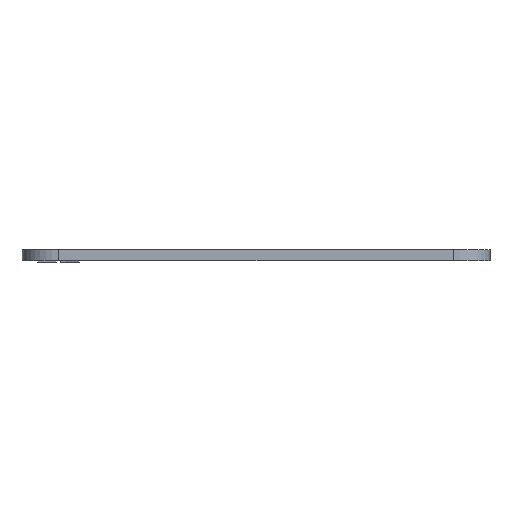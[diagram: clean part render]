
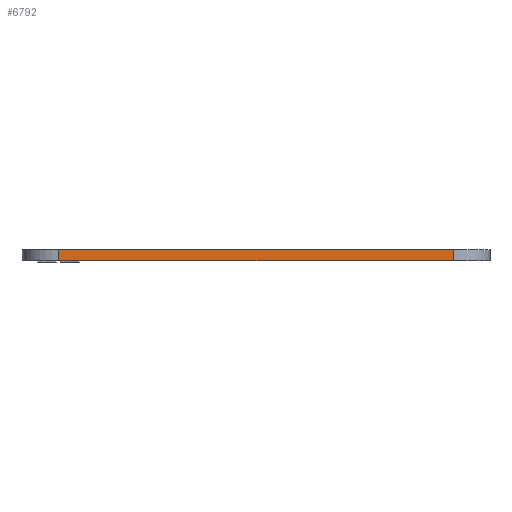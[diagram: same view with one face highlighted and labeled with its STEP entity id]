
A CAD part, left-side view. The second image highlights one B-rep face of the part: STEP entity #6792.
In plain terms, the highlighted planar face has unit normal (-1, 0, 0).
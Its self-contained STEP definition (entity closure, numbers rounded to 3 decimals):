
#1055=FACE_OUTER_BOUND('',#1444,.T.);
#1444=EDGE_LOOP('',(#6123,#6124,#6125,#6126));
#1577=LINE('',#8931,#2136);
#1991=LINE('',#13395,#2550);
#1992=LINE('',#13398,#2551);
#1993=LINE('',#13399,#2552);
#2136=VECTOR('',#7179,10.);
#2550=VECTOR('',#7829,10.);
#2551=VECTOR('',#7832,10.);
#2552=VECTOR('',#7833,10.);
#2717=VERTEX_POINT('',#8928);
#2718=VERTEX_POINT('',#8930);
#3249=VERTEX_POINT('',#13391);
#3251=VERTEX_POINT('',#13397);
#3445=EDGE_CURVE('',#2717,#2718,#1577,.T.);
#4224=EDGE_CURVE('',#2718,#3249,#1991,.T.);
#4225=EDGE_CURVE('',#3251,#2717,#1992,.T.);
#4226=EDGE_CURVE('',#3249,#3251,#1993,.T.);
#6123=ORIENTED_EDGE('',*,*,#4224,.F.);
#6124=ORIENTED_EDGE('',*,*,#3445,.F.);
#6125=ORIENTED_EDGE('',*,*,#4225,.F.);
#6126=ORIENTED_EDGE('',*,*,#4226,.F.);
#6452=PLANE('',#6989);
#6792=ADVANCED_FACE('',(#1055),#6452,.T.);
#6989=AXIS2_PLACEMENT_3D('',#13396,#7830,#7831);
#7179=DIRECTION('',(0.,1.,0.));
#7829=DIRECTION('',(0.,0.,1.));
#7830=DIRECTION('center_axis',(-1.,0.,0.));
#7831=DIRECTION('ref_axis',(0.,-1.,0.));
#7832=DIRECTION('',(0.,0.,-1.));
#7833=DIRECTION('',(0.,-1.,0.));
#8928=CARTESIAN_POINT('',(-11.459,-25.61,0.));
#8930=CARTESIAN_POINT('',(-11.459,27.973,0.));
#8931=CARTESIAN_POINT('',(-11.459,-30.61,0.));
#13391=CARTESIAN_POINT('',(-11.459,27.973,1.5));
#13395=CARTESIAN_POINT('',(-11.459,27.973,0.));
#13396=CARTESIAN_POINT('Origin',(-11.459,32.973,0.));
#13397=CARTESIAN_POINT('',(-11.459,-25.61,1.5));
#13398=CARTESIAN_POINT('',(-11.459,-25.61,0.));
#13399=CARTESIAN_POINT('',(-11.459,-30.61,1.5));
